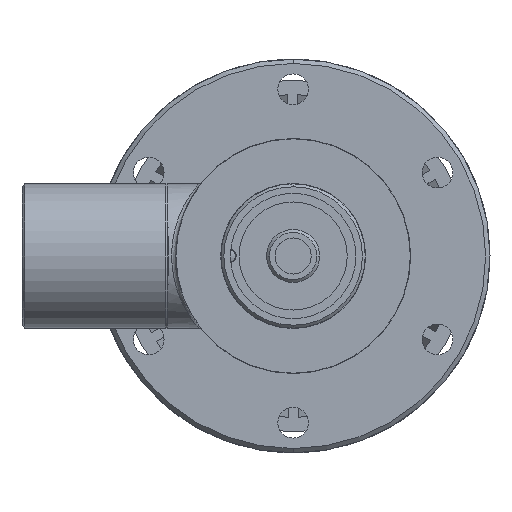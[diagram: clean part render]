
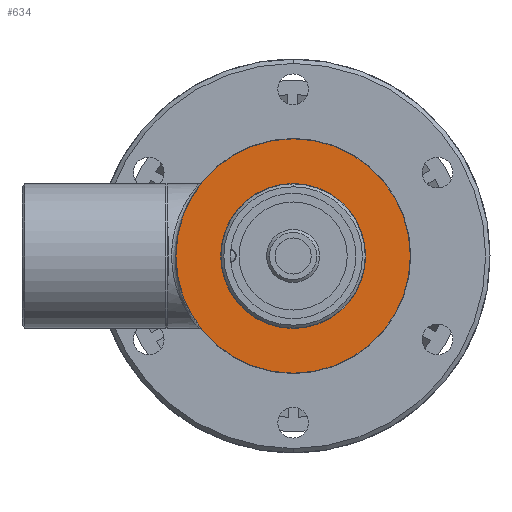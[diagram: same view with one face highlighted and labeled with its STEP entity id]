
A CAD part, left-side view. The second image highlights one B-rep face of the part: STEP entity #634.
In plain terms, the highlighted planar face has unit normal (-1, 0, 0).
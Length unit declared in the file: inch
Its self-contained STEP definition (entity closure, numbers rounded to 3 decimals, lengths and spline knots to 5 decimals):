
#448 = DIRECTION ( 'NONE',  ( 1., 0., 0. ) ) ;
#509 = EDGE_CURVE ( 'NONE', #7054, #2424, #9921, .T. ) ;
#634 = ADVANCED_FACE ( 'NONE', ( #11552, #9641 ), #3539, .T. ) ;
#822 = EDGE_LOOP ( 'NONE', ( #5779, #6262 ) ) ;
#970 = EDGE_LOOP ( 'NONE', ( #2919, #5075 ) ) ;
#1172 = DIRECTION ( 'NONE',  ( -1., 0., 0. ) ) ;
#1248 = CARTESIAN_POINT ( 'NONE',  ( -0.12502, 0.8125, 0. ) ) ;
#1913 = EDGE_CURVE ( 'NONE', #6049, #10507, #5856, .T. ) ;
#2424 = VERTEX_POINT ( 'NONE', #2643 ) ;
#2643 = CARTESIAN_POINT ( 'NONE',  ( -0.12502, 0.5025, 0. ) ) ;
#2919 = ORIENTED_EDGE ( 'NONE', *, *, #8248, .T. ) ;
#3372 = CARTESIAN_POINT ( 'NONE',  ( -0.12502, 0., 0. ) ) ;
#3447 = AXIS2_PLACEMENT_3D ( 'NONE', #5436, #12007, #6383 ) ;
#3539 = PLANE ( 'NONE',  #3447 ) ;
#3783 = AXIS2_PLACEMENT_3D ( 'NONE', #6818, #1172, #7762 ) ;
#4321 = CIRCLE ( 'NONE', #8592, 0.8125 ) ;
#4322 = DIRECTION ( 'NONE',  ( 0., 1., 0. ) ) ;
#5075 = ORIENTED_EDGE ( 'NONE', *, *, #1913, .T. ) ;
#5114 = CARTESIAN_POINT ( 'NONE',  ( -0.12502, 0., 0. ) ) ;
#5436 = CARTESIAN_POINT ( 'NONE',  ( -0.12502, 0.40625, 0. ) ) ;
#5779 = ORIENTED_EDGE ( 'NONE', *, *, #8711, .T. ) ;
#5856 = CIRCLE ( 'NONE', #3783, 0.8125 ) ;
#6049 = VERTEX_POINT ( 'NONE', #12112 ) ;
#6054 = DIRECTION ( 'NONE',  ( 0., 1., 0. ) ) ;
#6083 = CARTESIAN_POINT ( 'NONE',  ( -0.12502, 0., 0. ) ) ;
#6084 = CIRCLE ( 'NONE', #8113, 0.5025 ) ;
#6262 = ORIENTED_EDGE ( 'NONE', *, *, #509, .T. ) ;
#6383 = DIRECTION ( 'NONE',  ( 0., -1., 0. ) ) ;
#6818 = CARTESIAN_POINT ( 'NONE',  ( -0.12502, 0., 0. ) ) ;
#7037 = DIRECTION ( 'NONE',  ( 0., 1., 0. ) ) ;
#7054 = VERTEX_POINT ( 'NONE', #11178 ) ;
#7762 = DIRECTION ( 'NONE',  ( 0., 1., 0. ) ) ;
#8113 = AXIS2_PLACEMENT_3D ( 'NONE', #6083, #448, #7037 ) ;
#8248 = EDGE_CURVE ( 'NONE', #10507, #6049, #4321, .T. ) ;
#8592 = AXIS2_PLACEMENT_3D ( 'NONE', #5114, #11694, #6054 ) ;
#8711 = EDGE_CURVE ( 'NONE', #2424, #7054, #6084, .T. ) ;
#8758 = AXIS2_PLACEMENT_3D ( 'NONE', #3372, #9950, #4322 ) ;
#9641 = FACE_BOUND ( 'NONE', #822, .T. ) ;
#9921 = CIRCLE ( 'NONE', #8758, 0.5025 ) ;
#9950 = DIRECTION ( 'NONE',  ( 1., 0., 0. ) ) ;
#10507 = VERTEX_POINT ( 'NONE', #1248 ) ;
#11178 = CARTESIAN_POINT ( 'NONE',  ( -0.12502, -0.5025, 0. ) ) ;
#11552 = FACE_OUTER_BOUND ( 'NONE', #970, .T. ) ;
#11694 = DIRECTION ( 'NONE',  ( -1., 0., 0. ) ) ;
#12007 = DIRECTION ( 'NONE',  ( -1., 0., 0. ) ) ;
#12112 = CARTESIAN_POINT ( 'NONE',  ( -0.12502, -0.8125, 0. ) ) ;
